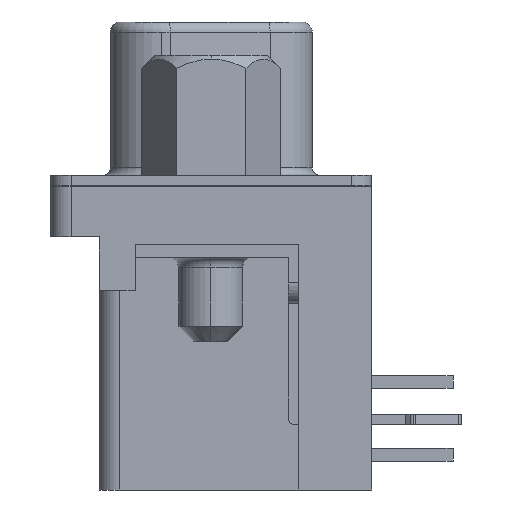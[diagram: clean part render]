
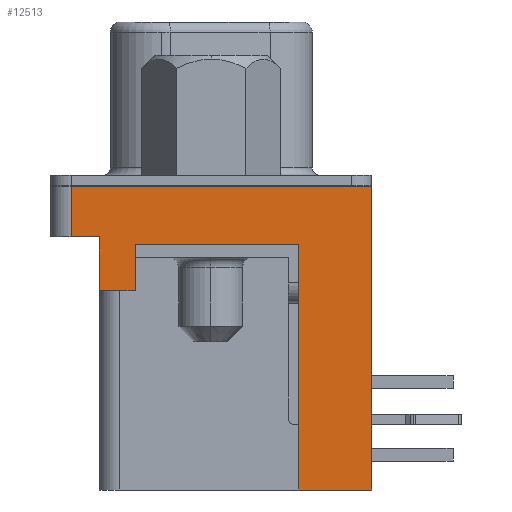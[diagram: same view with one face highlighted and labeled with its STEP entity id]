
A CAD part, left-side view. The second image highlights one B-rep face of the part: STEP entity #12513.
In plain terms, the highlighted planar face has unit normal (-1, 0, 0).
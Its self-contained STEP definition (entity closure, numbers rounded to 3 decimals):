
#29 = EDGE_CURVE ( 'NONE', #12379, #10999, #9693, .T. ) ;
#201 = CARTESIAN_POINT ( 'NONE',  ( -20.125, 4.375, -4.1 ) ) ;
#816 = VECTOR ( 'NONE', #4895, 1000. ) ;
#1091 = EDGE_CURVE ( 'NONE', #19323, #15999, #5669, .T. ) ;
#1213 = EDGE_CURVE ( 'NONE', #19323, #14095, #13191, .T. ) ;
#1361 = VECTOR ( 'NONE', #5171, 1000. ) ;
#1509 = DIRECTION ( 'NONE',  ( 0., 0., -1. ) ) ;
#1641 = LINE ( 'NONE', #19406, #9882 ) ;
#1656 = CARTESIAN_POINT ( 'NONE',  ( -20.125, -6.275, -11.9 ) ) ;
#1921 = CARTESIAN_POINT ( 'NONE',  ( -20.125, 4.375, -11.9 ) ) ;
#1942 = EDGE_CURVE ( 'NONE', #10999, #12228, #1641, .T. ) ;
#2010 = VECTOR ( 'NONE', #2593, 1000. ) ;
#2059 = CARTESIAN_POINT ( 'NONE',  ( -20.125, -6.275, -11.9 ) ) ;
#2253 = ORIENTED_EDGE ( 'NONE', *, *, #1091, .T. ) ;
#2480 = VECTOR ( 'NONE', #3512, 1000. ) ;
#2593 = DIRECTION ( 'NONE',  ( 0., 1., 0. ) ) ;
#2840 = LINE ( 'NONE', #14795, #14663 ) ;
#3512 = DIRECTION ( 'NONE',  ( 0., 0., -1. ) ) ;
#4414 = ORIENTED_EDGE ( 'NONE', *, *, #13786, .T. ) ;
#4431 = ORIENTED_EDGE ( 'NONE', *, *, #11079, .T. ) ;
#4821 = CARTESIAN_POINT ( 'NONE',  ( -20.125, -6.275, -0.02 ) ) ;
#4895 = DIRECTION ( 'NONE',  ( 0., -1., 0. ) ) ;
#5041 = ORIENTED_EDGE ( 'NONE', *, *, #29, .F. ) ;
#5058 = CARTESIAN_POINT ( 'NONE',  ( -20.125, 4.375, -2. ) ) ;
#5171 = DIRECTION ( 'NONE',  ( 0., 0., 1. ) ) ;
#5554 = VECTOR ( 'NONE', #18123, 1000. ) ;
#5669 = LINE ( 'NONE', #18426, #9816 ) ;
#5843 = CARTESIAN_POINT ( 'NONE',  ( -20.125, 5.475, -0.02 ) ) ;
#5956 = LINE ( 'NONE', #2059, #1361 ) ;
#6098 = LINE ( 'NONE', #19535, #2010 ) ;
#6290 = DIRECTION ( 'NONE',  ( 0., 0., 1. ) ) ;
#7127 = CARTESIAN_POINT ( 'NONE',  ( -20.125, 2.975, -2.3 ) ) ;
#7257 = DIRECTION ( 'NONE',  ( 0., -1., 0. ) ) ;
#7290 = CARTESIAN_POINT ( 'NONE',  ( -20.125, -6.275, -11.9 ) ) ;
#7385 = CARTESIAN_POINT ( 'NONE',  ( -20.125, -3.425, -2.3 ) ) ;
#7838 = PLANE ( 'NONE',  #16066 ) ;
#8928 = ORIENTED_EDGE ( 'NONE', *, *, #12644, .T. ) ;
#9285 = VERTEX_POINT ( 'NONE', #201 ) ;
#9693 = LINE ( 'NONE', #7385, #5554 ) ;
#9816 = VECTOR ( 'NONE', #1509, 1000. ) ;
#9882 = VECTOR ( 'NONE', #10185, 1000. ) ;
#10079 = CARTESIAN_POINT ( 'NONE',  ( -20.125, -6.275, -0.02 ) ) ;
#10185 = DIRECTION ( 'NONE',  ( 0., 0., -1. ) ) ;
#10599 = CARTESIAN_POINT ( 'NONE',  ( -20.125, 5.475, -2. ) ) ;
#10761 = LINE ( 'NONE', #19817, #14381 ) ;
#10845 = FACE_OUTER_BOUND ( 'NONE', #15676, .T. ) ;
#10999 = VERTEX_POINT ( 'NONE', #7127 ) ;
#11079 = EDGE_CURVE ( 'NONE', #13516, #19159, #2840, .T. ) ;
#12228 = VERTEX_POINT ( 'NONE', #19293 ) ;
#12375 = VECTOR ( 'NONE', #14219, 1000. ) ;
#12379 = VERTEX_POINT ( 'NONE', #13634 ) ;
#12513 = ADVANCED_FACE ( 'NONE', ( #10845 ), #7838, .T. ) ;
#12644 = EDGE_CURVE ( 'NONE', #19159, #14095, #5956, .T. ) ;
#12681 = CARTESIAN_POINT ( 'NONE',  ( -20.125, -3.425, -4.1 ) ) ;
#13191 = LINE ( 'NONE', #4821, #816 ) ;
#13516 = VERTEX_POINT ( 'NONE', #14324 ) ;
#13634 = CARTESIAN_POINT ( 'NONE',  ( -20.125, -3.425, -2.3 ) ) ;
#13786 = EDGE_CURVE ( 'NONE', #15999, #18892, #10761, .T. ) ;
#13831 = ORIENTED_EDGE ( 'NONE', *, *, #1213, .F. ) ;
#14095 = VERTEX_POINT ( 'NONE', #10079 ) ;
#14219 = DIRECTION ( 'NONE',  ( 0., 0., -1. ) ) ;
#14324 = CARTESIAN_POINT ( 'NONE',  ( -20.125, -3.425, -11.9 ) ) ;
#14373 = ORIENTED_EDGE ( 'NONE', *, *, #19735, .F. ) ;
#14381 = VECTOR ( 'NONE', #15239, 1000. ) ;
#14663 = VECTOR ( 'NONE', #7257, 1000. ) ;
#14795 = CARTESIAN_POINT ( 'NONE',  ( -20.125, -6.275, -11.9 ) ) ;
#14802 = LINE ( 'NONE', #1921, #2480 ) ;
#15059 = EDGE_CURVE ( 'NONE', #12379, #13516, #16433, .T. ) ;
#15239 = DIRECTION ( 'NONE',  ( 0., -1., 0. ) ) ;
#15571 = DIRECTION ( 'NONE',  ( -1., 0., 0. ) ) ;
#15676 = EDGE_LOOP ( 'NONE', ( #13831, #2253, #4414, #16794, #14373, #17752, #5041, #19694, #4431, #8928 ) ) ;
#15999 = VERTEX_POINT ( 'NONE', #10599 ) ;
#16066 = AXIS2_PLACEMENT_3D ( 'NONE', #1656, #15571, #6290 ) ;
#16433 = LINE ( 'NONE', #12681, #12375 ) ;
#16794 = ORIENTED_EDGE ( 'NONE', *, *, #17778, .T. ) ;
#17752 = ORIENTED_EDGE ( 'NONE', *, *, #1942, .F. ) ;
#17778 = EDGE_CURVE ( 'NONE', #18892, #9285, #14802, .T. ) ;
#18123 = DIRECTION ( 'NONE',  ( 0., 1., 0. ) ) ;
#18426 = CARTESIAN_POINT ( 'NONE',  ( -20.125, 5.475, -11.9 ) ) ;
#18892 = VERTEX_POINT ( 'NONE', #5058 ) ;
#19159 = VERTEX_POINT ( 'NONE', #7290 ) ;
#19293 = CARTESIAN_POINT ( 'NONE',  ( -20.125, 2.975, -4.1 ) ) ;
#19323 = VERTEX_POINT ( 'NONE', #5843 ) ;
#19406 = CARTESIAN_POINT ( 'NONE',  ( -20.125, 2.975, -2.3 ) ) ;
#19535 = CARTESIAN_POINT ( 'NONE',  ( -20.125, 4.375, -4.1 ) ) ;
#19694 = ORIENTED_EDGE ( 'NONE', *, *, #15059, .T. ) ;
#19735 = EDGE_CURVE ( 'NONE', #12228, #9285, #6098, .T. ) ;
#19817 = CARTESIAN_POINT ( 'NONE',  ( -20.125, 6.275, -2. ) ) ;
